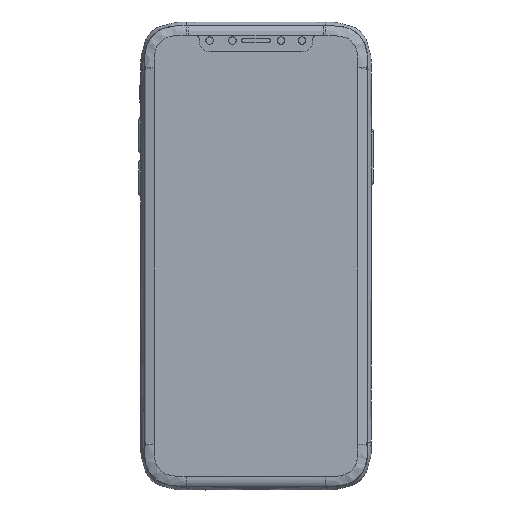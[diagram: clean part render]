
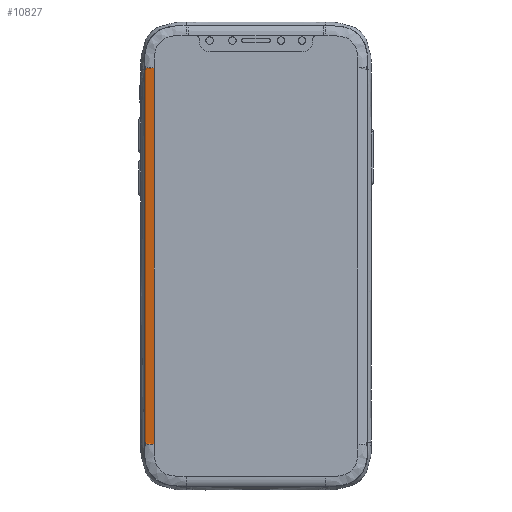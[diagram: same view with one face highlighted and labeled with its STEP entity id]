
A CAD part, top view. The second image highlights one B-rep face of the part: STEP entity #10827.
In plain terms, the highlighted free-form (B-spline) face has degree [3, 1] with [8, 2] control points.
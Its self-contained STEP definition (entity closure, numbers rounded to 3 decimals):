
#475=CIRCLE('',#11756,2.82);
#476=CIRCLE('',#11757,2.827);
#1304=FACE_OUTER_BOUND('',#1980,.T.);
#1980=EDGE_LOOP('',(#8534,#8535,#8536,#8537,#8538,#8539,#8540,#8541,#8542,
#8543));
#2702=LINE('',#21050,#3497);
#3497=VECTOR('',#13485,1000.);
#4177=B_SPLINE_CURVE_WITH_KNOTS('',3,(#22729,#22730,#22731,#22732,#22733,
#22734,#22735,#22736,#22737,#22738,#22739,#22740,#22741,#22742,#22743,#22744,
#22745,#22746,#22747,#22748,#22749,#22750),.UNSPECIFIED.,.F.,.F.,(4,3,3,
3,3,3,3,4),(0.,0.,0.275,0.55,
0.586,0.804,0.825,1.),.UNSPECIFIED.);
#4178=B_SPLINE_CURVE_WITH_KNOTS('',3,(#22769,#22770,#22771,#22772,#22773,
#22774,#22775),.UNSPECIFIED.,.F.,.F.,(4,1,1,1,4),(0.,0.171,
0.448,0.724,1.),.UNSPECIFIED.);
#4179=B_SPLINE_CURVE_WITH_KNOTS('',3,(#22779,#22780,#22781,#22782,#22783,
#22784),.UNSPECIFIED.,.F.,.F.,(4,2,4),(0.,0.035,
0.07),.UNSPECIFIED.);
#4180=B_SPLINE_CURVE_WITH_KNOTS('',3,(#22786,#22787,#22788,#22789,#22790,
#22791,#22792),.UNSPECIFIED.,.F.,.F.,(4,3,4),(0.,0.027,
0.036),.UNSPECIFIED.);
#4181=B_SPLINE_CURVE_WITH_KNOTS('',3,(#22794,#22795,#22796,#22797,#22798,
#22799),.UNSPECIFIED.,.F.,.F.,(4,2,4),(0.,5.701,
11.401),.UNSPECIFIED.);
#4182=B_SPLINE_CURVE_WITH_KNOTS('',3,(#22801,#22802,#22803,#22804,#22805,
#22806,#22807),.UNSPECIFIED.,.F.,.F.,(4,3,4),(0.,0.01,
0.036),.UNSPECIFIED.);
#4183=B_SPLINE_CURVE_WITH_KNOTS('',3,(#22808,#22809,#22810,#22811,#22812,
#22813),.UNSPECIFIED.,.F.,.F.,(4,2,4),(0.,0.035,
0.07),.UNSPECIFIED.);
#4956=VERTEX_POINT('',#20825);
#4957=VERTEX_POINT('',#21049);
#5006=VERTEX_POINT('',#22544);
#5009=VERTEX_POINT('',#22728);
#5010=VERTEX_POINT('',#22768);
#5011=VERTEX_POINT('',#22776);
#5012=VERTEX_POINT('',#22778);
#5013=VERTEX_POINT('',#22785);
#5014=VERTEX_POINT('',#22793);
#5015=VERTEX_POINT('',#22800);
#6254=EDGE_CURVE('',#4956,#4957,#2702,.T.);
#6310=EDGE_CURVE('',#4957,#5009,#4177,.T.);
#6311=EDGE_CURVE('',#5009,#5006,#475,.T.);
#6312=EDGE_CURVE('',#5010,#4956,#4178,.T.);
#6313=EDGE_CURVE('',#5011,#5010,#476,.T.);
#6314=EDGE_CURVE('',#5011,#5012,#4179,.T.);
#6315=EDGE_CURVE('',#5012,#5013,#4180,.T.);
#6316=EDGE_CURVE('',#5014,#5013,#4181,.T.);
#6317=EDGE_CURVE('',#5014,#5015,#4182,.T.);
#6318=EDGE_CURVE('',#5015,#5006,#4183,.T.);
#8534=ORIENTED_EDGE('',*,*,#6311,.F.);
#8535=ORIENTED_EDGE('',*,*,#6310,.F.);
#8536=ORIENTED_EDGE('',*,*,#6254,.F.);
#8537=ORIENTED_EDGE('',*,*,#6312,.F.);
#8538=ORIENTED_EDGE('',*,*,#6313,.F.);
#8539=ORIENTED_EDGE('',*,*,#6314,.T.);
#8540=ORIENTED_EDGE('',*,*,#6315,.T.);
#8541=ORIENTED_EDGE('',*,*,#6316,.F.);
#8542=ORIENTED_EDGE('',*,*,#6317,.T.);
#8543=ORIENTED_EDGE('',*,*,#6318,.T.);
#10459=B_SPLINE_SURFACE_WITH_KNOTS('',3,1,((#22752,#22753),(#22754,#22755),
(#22756,#22757),(#22758,#22759),(#22760,#22761),(#22762,#22763),(#22764,
#22765),(#22766,#22767)),.UNSPECIFIED.,.F.,.F.,.F.,(4,1,1,1,1,4),(2,2),
(0.025,0.03,0.058,0.512,0.966,
0.972),(0.,13.849),.UNSPECIFIED.);
#10827=ADVANCED_FACE('',(#1304),#10459,.F.);
#11756=AXIS2_PLACEMENT_3D('',#22751,#13519,#13520);
#11757=AXIS2_PLACEMENT_3D('',#22777,#13521,#13522);
#13485=DIRECTION('',(0.,-1.,0.));
#13519=DIRECTION('center_axis',(0.,-1.,
0.));
#13520=DIRECTION('ref_axis',(-0.562,0.,0.827));
#13521=DIRECTION('center_axis',(0.,1.,
0.));
#13522=DIRECTION('ref_axis',(-0.505,0.,0.863));
#20825=CARTESIAN_POINT('',(-31.228,57.704,3.72));
#21049=CARTESIAN_POINT('',(-31.228,-57.704,3.72));
#21050=CARTESIAN_POINT('',(-31.228,0.,3.72));
#22544=CARTESIAN_POINT('',(-33.842,-57.704,3.109));
#22728=CARTESIAN_POINT('',(-33.682,-57.704,3.209));
#22729=CARTESIAN_POINT('Ctrl Pts',(-31.228,-57.704,
3.72));
#22730=CARTESIAN_POINT('Ctrl Pts',(-31.228,-57.704,3.72));
#22731=CARTESIAN_POINT('Ctrl Pts',(-31.228,-57.704,
3.72));
#22732=CARTESIAN_POINT('Ctrl Pts',(-31.228,-57.704,
3.72));
#22733=CARTESIAN_POINT('Ctrl Pts',(-31.444,-57.704,
3.72));
#22734=CARTESIAN_POINT('Ctrl Pts',(-31.671,-57.704,
3.718));
#22735=CARTESIAN_POINT('Ctrl Pts',(-31.901,-57.704,
3.705));
#22736=CARTESIAN_POINT('Ctrl Pts',(-32.131,-57.704,
3.691));
#22737=CARTESIAN_POINT('Ctrl Pts',(-32.364,-57.704,
3.666));
#22738=CARTESIAN_POINT('Ctrl Pts',(-32.595,-57.704,3.62));
#22739=CARTESIAN_POINT('Ctrl Pts',(-32.625,-57.704,
3.614));
#22740=CARTESIAN_POINT('Ctrl Pts',(-32.656,-57.704,3.607));
#22741=CARTESIAN_POINT('Ctrl Pts',(-32.686,-57.704,
3.601));
#22742=CARTESIAN_POINT('Ctrl Pts',(-32.868,-57.704,
3.559));
#22743=CARTESIAN_POINT('Ctrl Pts',(-33.048,-57.704,
3.504));
#22744=CARTESIAN_POINT('Ctrl Pts',(-33.223,-57.704,
3.434));
#22745=CARTESIAN_POINT('Ctrl Pts',(-33.24,-57.704,3.428));
#22746=CARTESIAN_POINT('Ctrl Pts',(-33.257,-57.704,
3.421));
#22747=CARTESIAN_POINT('Ctrl Pts',(-33.274,-57.704,
3.414));
#22748=CARTESIAN_POINT('Ctrl Pts',(-33.414,-57.704,
3.355));
#22749=CARTESIAN_POINT('Ctrl Pts',(-33.55,-57.704,
3.287));
#22750=CARTESIAN_POINT('Ctrl Pts',(-33.682,-57.704,3.209));
#22751=CARTESIAN_POINT('Origin',(-32.258,-57.704,0.776));
#22752=CARTESIAN_POINT('Ctrl Pts',(-34.147,57.704,2.875));
#22753=CARTESIAN_POINT('Ctrl Pts',(-34.147,-80.786,
2.875));
#22754=CARTESIAN_POINT('Ctrl Pts',(-34.142,57.704,2.88));
#22755=CARTESIAN_POINT('Ctrl Pts',(-34.142,-80.786,
2.88));
#22756=CARTESIAN_POINT('Ctrl Pts',(-34.113,57.704,2.905));
#22757=CARTESIAN_POINT('Ctrl Pts',(-34.113,-80.786,
2.905));
#22758=CARTESIAN_POINT('Ctrl Pts',(-33.681,57.704,3.263));
#22759=CARTESIAN_POINT('Ctrl Pts',(-33.681,-80.786,3.263));
#22760=CARTESIAN_POINT('Ctrl Pts',(-32.702,57.704,3.703));
#22761=CARTESIAN_POINT('Ctrl Pts',(-32.702,-80.786,3.703));
#22762=CARTESIAN_POINT('Ctrl Pts',(-31.684,57.704,3.72));
#22763=CARTESIAN_POINT('Ctrl Pts',(-31.684,-80.786,
3.72));
#22764=CARTESIAN_POINT('Ctrl Pts',(-31.216,57.704,3.72));
#22765=CARTESIAN_POINT('Ctrl Pts',(-31.216,-80.786,
3.72));
#22766=CARTESIAN_POINT('Ctrl Pts',(-31.21,57.704,3.72));
#22767=CARTESIAN_POINT('Ctrl Pts',(-31.21,-80.786,
3.72));
#22768=CARTESIAN_POINT('',(-33.682,57.704,3.21));
#22769=CARTESIAN_POINT('Ctrl Pts',(-33.682,57.704,3.21));
#22770=CARTESIAN_POINT('Ctrl Pts',(-33.553,57.704,3.287));
#22771=CARTESIAN_POINT('Ctrl Pts',(-33.204,57.704,3.461));
#22772=CARTESIAN_POINT('Ctrl Pts',(-32.604,57.704,3.64));
#22773=CARTESIAN_POINT('Ctrl Pts',(-31.9,57.704,3.719));
#22774=CARTESIAN_POINT('Ctrl Pts',(-31.446,57.704,3.72));
#22775=CARTESIAN_POINT('Ctrl Pts',(-31.228,57.704,3.72));
#22776=CARTESIAN_POINT('',(-33.842,57.704,3.109));
#22777=CARTESIAN_POINT('Origin',(-32.254,57.705,0.77));
#22778=CARTESIAN_POINT('',(-33.842,57.007,3.109));
#22779=CARTESIAN_POINT('Ctrl Pts',(-33.842,57.704,3.109));
#22780=CARTESIAN_POINT('Ctrl Pts',(-33.842,57.588,3.109));
#22781=CARTESIAN_POINT('Ctrl Pts',(-33.842,57.472,3.109));
#22782=CARTESIAN_POINT('Ctrl Pts',(-33.842,57.239,3.109));
#22783=CARTESIAN_POINT('Ctrl Pts',(-33.842,57.123,3.109));
#22784=CARTESIAN_POINT('Ctrl Pts',(-33.842,57.007,3.109));
#22785=CARTESIAN_POINT('',(-34.133,57.007,2.888));
#22786=CARTESIAN_POINT('Ctrl Pts',(-33.842,57.007,3.109));
#22787=CARTESIAN_POINT('Ctrl Pts',(-33.916,57.007,3.059));
#22788=CARTESIAN_POINT('Ctrl Pts',(-33.988,57.007,3.006));
#22789=CARTESIAN_POINT('Ctrl Pts',(-34.058,57.007,2.95));
#22790=CARTESIAN_POINT('Ctrl Pts',(-34.083,57.007,2.93));
#22791=CARTESIAN_POINT('Ctrl Pts',(-34.108,57.007,2.909));
#22792=CARTESIAN_POINT('Ctrl Pts',(-34.133,57.007,2.888));
#22793=CARTESIAN_POINT('',(-34.133,-57.007,2.888));
#22794=CARTESIAN_POINT('Ctrl Pts',(-34.133,-57.007,2.888));
#22795=CARTESIAN_POINT('Ctrl Pts',(-34.133,-38.005,2.888));
#22796=CARTESIAN_POINT('Ctrl Pts',(-34.133,-19.002,2.888));
#22797=CARTESIAN_POINT('Ctrl Pts',(-34.133,19.002,2.888));
#22798=CARTESIAN_POINT('Ctrl Pts',(-34.133,38.005,2.888));
#22799=CARTESIAN_POINT('Ctrl Pts',(-34.133,57.007,2.888));
#22800=CARTESIAN_POINT('',(-33.842,-57.007,3.109));
#22801=CARTESIAN_POINT('Ctrl Pts',(-34.133,-57.007,2.888));
#22802=CARTESIAN_POINT('Ctrl Pts',(-34.108,-57.007,2.909));
#22803=CARTESIAN_POINT('Ctrl Pts',(-34.083,-57.007,2.93));
#22804=CARTESIAN_POINT('Ctrl Pts',(-34.058,-57.007,2.95));
#22805=CARTESIAN_POINT('Ctrl Pts',(-33.988,-57.007,3.006));
#22806=CARTESIAN_POINT('Ctrl Pts',(-33.916,-57.007,3.059));
#22807=CARTESIAN_POINT('Ctrl Pts',(-33.842,-57.007,3.109));
#22808=CARTESIAN_POINT('Ctrl Pts',(-33.842,-57.007,3.109));
#22809=CARTESIAN_POINT('Ctrl Pts',(-33.842,-57.123,3.109));
#22810=CARTESIAN_POINT('Ctrl Pts',(-33.842,-57.239,
3.109));
#22811=CARTESIAN_POINT('Ctrl Pts',(-33.842,-57.472,
3.109));
#22812=CARTESIAN_POINT('Ctrl Pts',(-33.842,-57.588,
3.109));
#22813=CARTESIAN_POINT('Ctrl Pts',(-33.842,-57.704,3.109));
